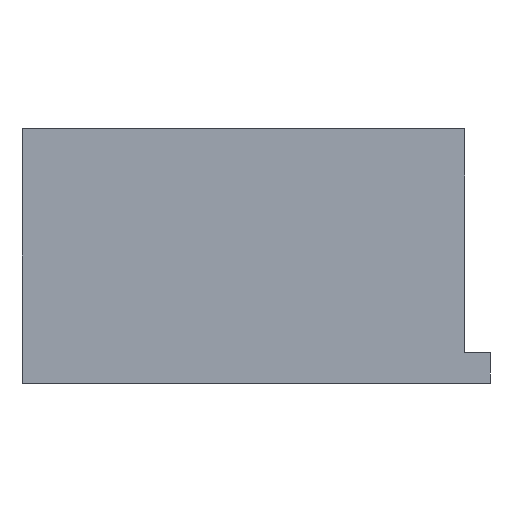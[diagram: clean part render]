
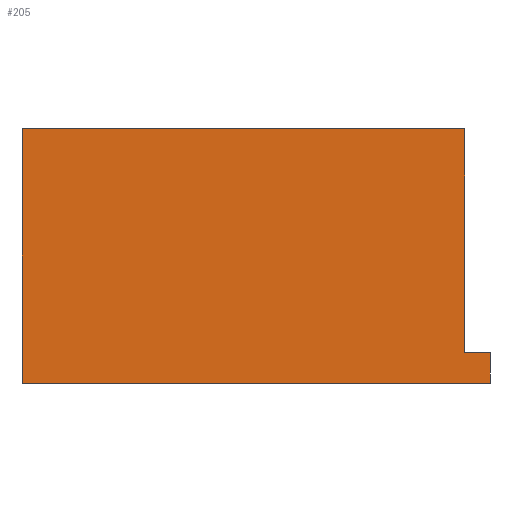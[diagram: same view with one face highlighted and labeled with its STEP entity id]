
A CAD part, left-side view. The second image highlights one B-rep face of the part: STEP entity #205.
In plain terms, the highlighted planar face has unit normal (-1, 0, 0).
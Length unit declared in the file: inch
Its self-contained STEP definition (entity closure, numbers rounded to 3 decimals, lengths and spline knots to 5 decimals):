
#30=FACE_OUTER_BOUND('',#41,.T.);
#41=EDGE_LOOP('',(#172,#173,#174,#175,#176,#177));
#45=LINE('',#292,#68);
#49=LINE('',#300,#72);
#53=LINE('',#307,#76);
#58=LINE('',#338,#81);
#63=LINE('',#347,#86);
#66=LINE('',#369,#89);
#68=VECTOR('',#240,0.3937);
#72=VECTOR('',#246,0.3937);
#76=VECTOR('',#252,0.3937);
#81=VECTOR('',#265,0.3937);
#86=VECTOR('',#272,0.3937);
#89=VECTOR('',#279,0.3937);
#90=VERTEX_POINT('',#288);
#92=VERTEX_POINT('',#291);
#94=VERTEX_POINT('',#297);
#97=VERTEX_POINT('',#305);
#103=VERTEX_POINT('',#337);
#106=VERTEX_POINT('',#345);
#109=EDGE_CURVE('',#90,#92,#45,.T.);
#113=EDGE_CURVE('',#94,#90,#49,.T.);
#117=EDGE_CURVE('',#97,#94,#53,.T.);
#124=EDGE_CURVE('',#92,#103,#58,.T.);
#129=EDGE_CURVE('',#106,#97,#63,.T.);
#133=EDGE_CURVE('',#103,#106,#66,.T.);
#172=ORIENTED_EDGE('',*,*,#117,.F.);
#173=ORIENTED_EDGE('',*,*,#129,.F.);
#174=ORIENTED_EDGE('',*,*,#133,.F.);
#175=ORIENTED_EDGE('',*,*,#124,.F.);
#176=ORIENTED_EDGE('',*,*,#109,.F.);
#177=ORIENTED_EDGE('',*,*,#113,.F.);
#195=PLANE('',#231);
#205=ADVANCED_FACE('',(#30),#195,.F.);
#231=AXIS2_PLACEMENT_3D('',#368,#277,#278);
#240=DIRECTION('',(0.,-1.,0.));
#246=DIRECTION('',(0.,0.,-1.));
#252=DIRECTION('',(0.,-1.,0.));
#265=DIRECTION('',(0.,0.,-1.));
#272=DIRECTION('',(0.,0.,1.));
#277=DIRECTION('center_axis',(1.,0.,0.));
#278=DIRECTION('ref_axis',(0.,0.,-1.));
#279=DIRECTION('',(0.,1.,0.));
#288=CARTESIAN_POINT('',(-17.5,0.3125,115.9375));
#291=CARTESIAN_POINT('',(-17.5,0.,115.9375));
#292=CARTESIAN_POINT('',(-17.5,0.79688,115.9375));
#297=CARTESIAN_POINT('',(-17.5,0.3125,118.6875));
#300=CARTESIAN_POINT('',(-17.5,0.3125,116.53125));
#305=CARTESIAN_POINT('',(-17.5,5.75,118.6875));
#307=CARTESIAN_POINT('',(-17.5,2.875,118.6875));
#337=CARTESIAN_POINT('',(-17.5,0.,115.5625));
#338=CARTESIAN_POINT('',(-17.5,0.,116.34375));
#345=CARTESIAN_POINT('',(-17.5,5.75,115.5625));
#347=CARTESIAN_POINT('',(-17.5,5.75,59.25));
#368=CARTESIAN_POINT('Origin',(-17.5,0.,118.6875));
#369=CARTESIAN_POINT('',(-17.5,0.,115.5625));
